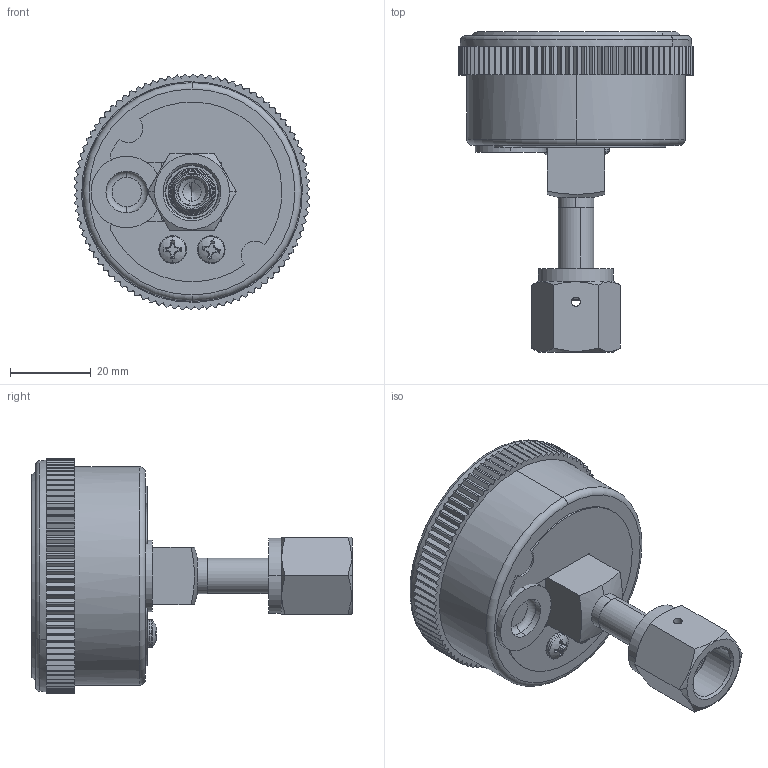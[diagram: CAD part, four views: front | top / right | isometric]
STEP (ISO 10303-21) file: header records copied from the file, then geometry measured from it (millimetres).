
FILE_DESCRIPTION (( 'STEP AP203' ), '1' );
FILE_NAME ('C122-PSI_BAR-VSF.STEP', '2019-07-16T13:38:20', ( '' ), ( '' ), 'SwSTEP 2.0', 'SolidWorks 2019', '' );
FILE_SCHEMA (( 'CONFIG_CONTROL_DESIGN' ));
Length unit declared in the file: inch
Products named in the file (1): C122-PSI_BAR-VSF
Bounding box: 58.28 x 79.12 x 58.29 mm (x, y, z)
Volume: 25849.1 mm3; surface area: 32038.9 mm2
Topology: 10 solids, 10 shells, 840 faces, 2174 edges, 1364 vertices
Faces by surface type: plane 454, cylinder 289, cone 62, torus 22, bspline 9, sphere 4
Entity records: 27985 total; most frequent: CARTESIAN_POINT 7650, ORIENTED_EDGE 4344, DIRECTION 4241, EDGE_CURVE 2172, AXIS2_PLACEMENT_3D 1527, VERTEX_POINT 1364, VECTOR 1187, LINE 1187
